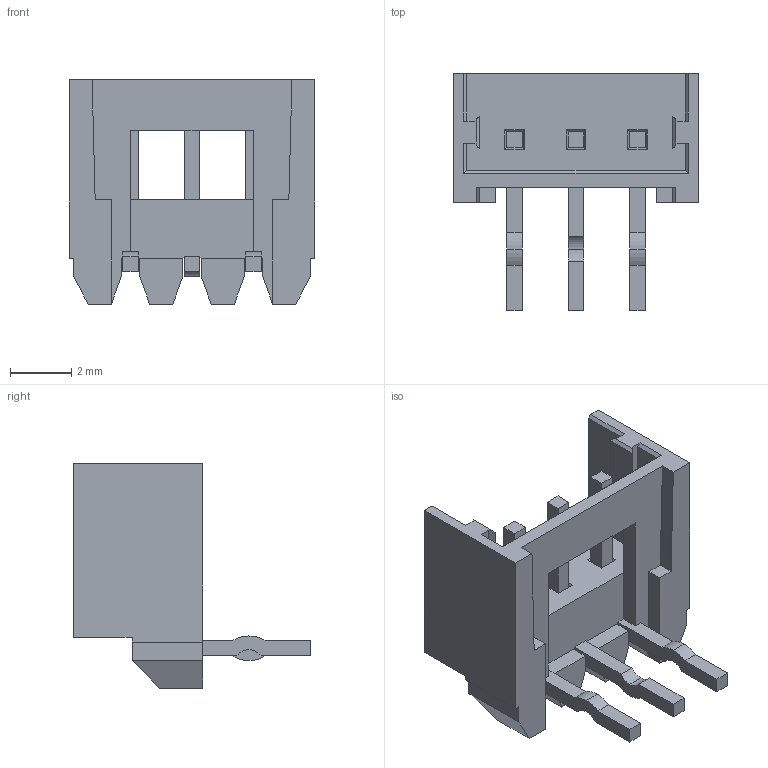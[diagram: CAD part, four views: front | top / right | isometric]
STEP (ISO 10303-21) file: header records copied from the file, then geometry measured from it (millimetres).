
FILE_DESCRIPTION(('STEP AP242'),'1');
FILE_NAME('53254-0370.stp','2021-08-20T04:18:41',('TraceParts'),('TraceParts S.A.'),'Spatial InterOp 3D',' ',' ');
FILE_SCHEMA(('AP242_MANAGED_MODEL_BASED_3D_ENGINEERING_MIM_LF {1 0 10303 442 1 1 4}'));
Length unit declared in the file: millimetre
Products named in the file (1): 53254-0370_1
Bounding box: 8 x 7.7 x 7.3 mm (x, y, z)
Volume: 101.4 mm3; surface area: 315 mm2
Topology: 1 solids, 1 shells, 141 faces, 397 edges, 272 vertices
Faces by surface type: plane 126, cylinder 15
Entity records: 4471 total; most frequent: CARTESIAN_POINT 786, ORIENTED_EDGE 768, DIRECTION 719, EDGE_CURVE 384, LINE 361, VECTOR 361, VERTEX_POINT 246, AXIS2_PLACEMENT_3D 179
